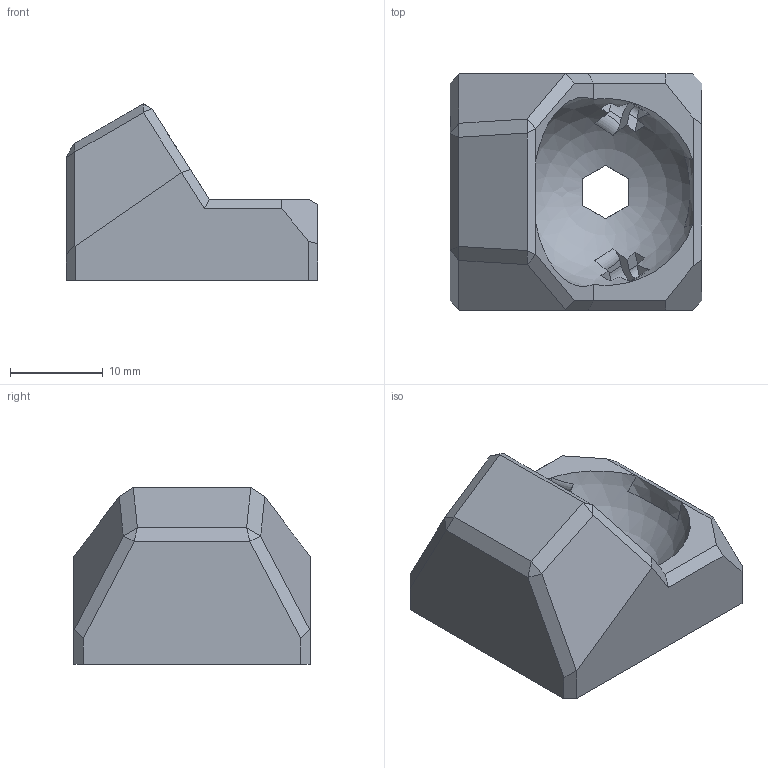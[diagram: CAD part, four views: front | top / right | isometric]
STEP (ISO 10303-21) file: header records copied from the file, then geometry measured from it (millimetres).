
FILE_DESCRIPTION(/* description */ (''),/* implementation_level */ '2;1');
FILE_NAME(/* name */ '',/* time_stamp */ '2025-07-29T22:39:37+09:00',/* author */ (''),/* organization */ (''),/* preprocessor_version */ 'ST-DEVELOPER v20.1',/* originating_system */ 'Autodesk Translation Framework v14.10.0.0',/* authorisation */ '');
FILE_SCHEMA (('AUTOMOTIVE_DESIGN { 1 0 10303 214 3 1 1 }'));
Length unit declared in the file: millimetre
Products named in the file (1): メイントラボケース
Bounding box: 27.22 x 25.53 x 19.1 mm (x, y, z)
Volume: 5541 mm3; surface area: 3234.1 mm2
Topology: 1 solids, 1 shells, 133 faces, 348 edges, 226 vertices
Faces by surface type: plane 107, cylinder 13, torus 6, cone 4, bspline 2, sphere 1
Full cylindrical faces by diameter (mm): 4.2 x4
Entity records: 4237 total; most frequent: CARTESIAN_POINT 894, ORIENTED_EDGE 696, DIRECTION 680, EDGE_CURVE 348, LINE 236, VECTOR 236, VERTEX_POINT 226, AXIS2_PLACEMENT_3D 222
